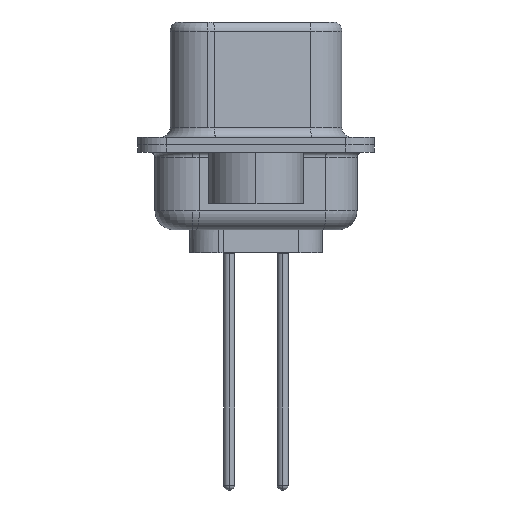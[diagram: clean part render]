
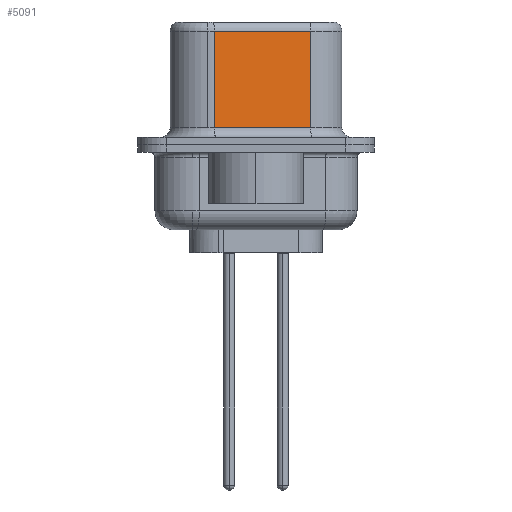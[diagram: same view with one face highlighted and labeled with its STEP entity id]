
A CAD part, left-side view. The second image highlights one B-rep face of the part: STEP entity #5091.
In plain terms, the highlighted planar face has unit normal (-0.985, -0.174, 0).
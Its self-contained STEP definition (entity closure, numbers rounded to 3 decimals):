
#518 = DIRECTION ( 'NONE',  ( 0., 0., -1. ) ) ;
#603 = EDGE_CURVE ( 'NONE', #691, #10786, #6078, .T. ) ;
#691 = VERTEX_POINT ( 'NONE', #5827 ) ;
#721 = FACE_OUTER_BOUND ( 'NONE', #16860, .T. ) ;
#1255 = CARTESIAN_POINT ( 'NONE',  ( 4.555, -2.897, 0.9 ) ) ;
#3283 = DIRECTION ( 'NONE',  ( 0.985, 0.174, 0. ) ) ;
#4251 = ORIENTED_EDGE ( 'NONE', *, *, #5557, .T. ) ;
#4644 = PLANE ( 'NONE',  #15293 ) ;
#5091 = ADVANCED_FACE ( 'NONE', ( #721 ), #4644, .F. ) ;
#5098 = VECTOR ( 'NONE', #518, 1000. ) ;
#5557 = EDGE_CURVE ( 'NONE', #12049, #5893, #12484, .T. ) ;
#5827 = CARTESIAN_POINT ( 'NONE',  ( 3.655, 2.203, 0.9 ) ) ;
#5893 = VERTEX_POINT ( 'NONE', #10682 ) ;
#6006 = CARTESIAN_POINT ( 'NONE',  ( 4.555, -2.897, 6.52 ) ) ;
#6078 = LINE ( 'NONE', #12490, #14208 ) ;
#7186 = LINE ( 'NONE', #12225, #5098 ) ;
#8225 = EDGE_CURVE ( 'NONE', #12049, #10786, #12955, .T. ) ;
#8338 = DIRECTION ( 'NONE',  ( -0.174, 0.985, 0. ) ) ;
#8572 = DIRECTION ( 'NONE',  ( 0.174, -0.985, 0. ) ) ;
#8780 = ORIENTED_EDGE ( 'NONE', *, *, #10077, .T. ) ;
#9033 = CARTESIAN_POINT ( 'NONE',  ( 4.555, -2.897, 6.52 ) ) ;
#9145 = ORIENTED_EDGE ( 'NONE', *, *, #603, .T. ) ;
#9328 = VECTOR ( 'NONE', #10961, 1000. ) ;
#9602 = ORIENTED_EDGE ( 'NONE', *, *, #8225, .F. ) ;
#10077 = EDGE_CURVE ( 'NONE', #5893, #691, #7186, .T. ) ;
#10478 = DIRECTION ( 'NONE',  ( 0., 0., -1. ) ) ;
#10682 = CARTESIAN_POINT ( 'NONE',  ( 3.655, 2.203, 6.02 ) ) ;
#10786 = VERTEX_POINT ( 'NONE', #1255 ) ;
#10961 = DIRECTION ( 'NONE',  ( -0.174, 0.985, 0. ) ) ;
#11370 = CARTESIAN_POINT ( 'NONE',  ( 4.555, -2.897, 6.02 ) ) ;
#12049 = VERTEX_POINT ( 'NONE', #11370 ) ;
#12225 = CARTESIAN_POINT ( 'NONE',  ( 3.655, 2.203, 6.52 ) ) ;
#12484 = LINE ( 'NONE', #15123, #9328 ) ;
#12490 = CARTESIAN_POINT ( 'NONE',  ( 4.555, -2.897, 0.9 ) ) ;
#12955 = LINE ( 'NONE', #9033, #13217 ) ;
#13217 = VECTOR ( 'NONE', #10478, 1000. ) ;
#14208 = VECTOR ( 'NONE', #8572, 1000. ) ;
#15123 = CARTESIAN_POINT ( 'NONE',  ( 4.555, -2.897, 6.02 ) ) ;
#15293 = AXIS2_PLACEMENT_3D ( 'NONE', #6006, #3283, #8338 ) ;
#16860 = EDGE_LOOP ( 'NONE', ( #9602, #4251, #8780, #9145 ) ) ;
